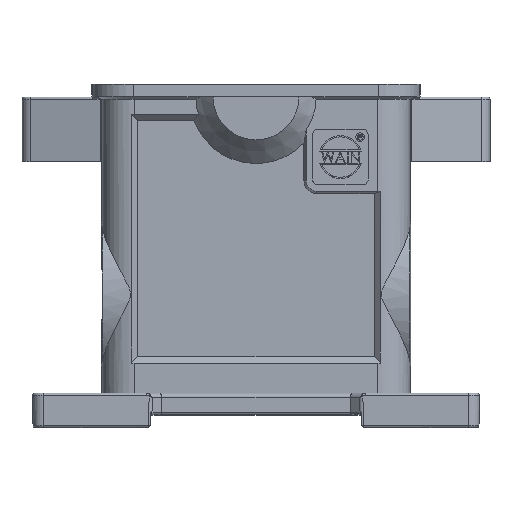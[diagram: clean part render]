
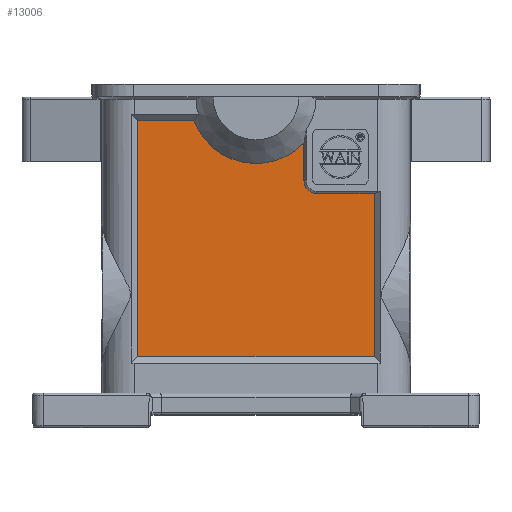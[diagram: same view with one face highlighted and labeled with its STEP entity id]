
A CAD part, top view. The second image highlights one B-rep face of the part: STEP entity #13006.
In plain terms, the highlighted planar face has unit normal (0, 0, 1).
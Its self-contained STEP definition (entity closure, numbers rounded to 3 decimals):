
#3608=DIRECTION('',(0.,1.,0.));
#3609=VECTOR('',#3608,38.);
#3610=CARTESIAN_POINT('',(27.5,16.5,21.));
#3611=LINE('',#3610,#3609);
#3612=CARTESIAN_POINT('',(0.,77.,21.));
#3613=DIRECTION('',(0.,0.,-1.));
#3614=DIRECTION('',(0.72,-0.694,0.));
#3615=AXIS2_PLACEMENT_3D('',#3612,#3613,#3614);
#3617=DIRECTION('',(0.,1.,0.));
#3618=VECTOR('',#3617,8.742);
#3619=CARTESIAN_POINT('',(11.158,57.5,21.));
#3620=LINE('',#3619,#3618);
#3621=CARTESIAN_POINT('',(14.158,57.5,21.));
#3622=DIRECTION('',(0.,0.,-1.));
#3623=DIRECTION('',(0.,-1.,0.));
#3624=AXIS2_PLACEMENT_3D('',#3621,#3622,#3623);
#3626=DIRECTION('',(-1.,0.,0.));
#3627=VECTOR('',#3626,13.342);
#3628=CARTESIAN_POINT('',(27.5,54.5,21.));
#3629=LINE('',#3628,#3627);
#4757=DIRECTION('',(-1.,0.,0.));
#4758=VECTOR('',#4757,55.);
#4759=CARTESIAN_POINT('',(27.5,16.5,21.));
#4760=LINE('',#4759,#4758);
#4859=DIRECTION('',(1.,0.,0.));
#4860=VECTOR('',#4859,13.009);
#4861=CARTESIAN_POINT('',(-27.5,71.5,21.));
#4862=LINE('',#4861,#4860);
#4863=DIRECTION('',(0.,1.,0.));
#4864=VECTOR('',#4863,55.);
#4865=CARTESIAN_POINT('',(-27.5,16.5,21.));
#4866=LINE('',#4865,#4864);
#6576=CARTESIAN_POINT('',(27.5,54.5,21.));
#6577=CARTESIAN_POINT('',(14.158,54.5,21.));
#6578=VERTEX_POINT('',#6576);
#6579=VERTEX_POINT('',#6577);
#6580=CARTESIAN_POINT('',(27.5,16.5,21.));
#6581=VERTEX_POINT('',#6580);
#6582=CARTESIAN_POINT('',(11.158,57.5,21.));
#6583=VERTEX_POINT('',#6582);
#6584=CARTESIAN_POINT('',(11.158,66.242,21.));
#6585=VERTEX_POINT('',#6584);
#6586=CARTESIAN_POINT('',(-14.491,71.5,21.));
#6587=VERTEX_POINT('',#6586);
#6588=CARTESIAN_POINT('',(-27.5,71.5,21.));
#6589=VERTEX_POINT('',#6588);
#6590=CARTESIAN_POINT('',(-27.5,16.5,21.));
#6591=VERTEX_POINT('',#6590);
#12984=CARTESIAN_POINT('',(0.,0.,21.));
#12985=DIRECTION('',(0.,0.,1.));
#12986=DIRECTION('',(1.,0.,0.));
#12987=AXIS2_PLACEMENT_3D('',#12984,#12985,#12986);
#12988=PLANE('',#12987);
#12990=ORIENTED_EDGE('',*,*,#12989,.F.);
#12992=ORIENTED_EDGE('',*,*,#12991,.T.);
#12994=ORIENTED_EDGE('',*,*,#12993,.T.);
#12996=ORIENTED_EDGE('',*,*,#12995,.T.);
#12997=ORIENTED_EDGE('',*,*,#12960,.F.);
#12999=ORIENTED_EDGE('',*,*,#12998,.F.);
#13001=ORIENTED_EDGE('',*,*,#13000,.F.);
#13003=ORIENTED_EDGE('',*,*,#13002,.F.);
#13004=EDGE_LOOP('',(#12990,#12992,#12994,#12996,#12997,#12999,#13001,#13003));
#13005=FACE_OUTER_BOUND('',#13004,.F.);
#13006=ADVANCED_FACE('',(#13005),#12988,.T.);
#3616=CIRCLE('',#3615,15.5);
#3625=CIRCLE('',#3624,3.);
#12960=EDGE_CURVE('',#6585,#6587,#3616,.T.);
#12989=EDGE_CURVE('',#6581,#6578,#3611,.T.);
#12991=EDGE_CURVE('',#6581,#6591,#4760,.T.);
#12993=EDGE_CURVE('',#6591,#6589,#4866,.T.);
#12995=EDGE_CURVE('',#6589,#6587,#4862,.T.);
#12998=EDGE_CURVE('',#6583,#6585,#3620,.T.);
#13000=EDGE_CURVE('',#6579,#6583,#3625,.T.);
#13002=EDGE_CURVE('',#6578,#6579,#3629,.T.);
